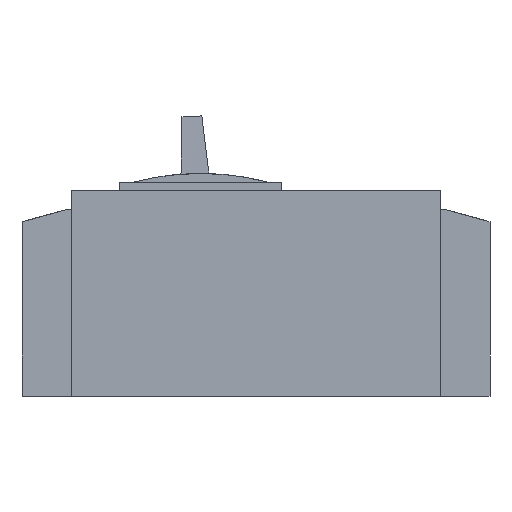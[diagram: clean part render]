
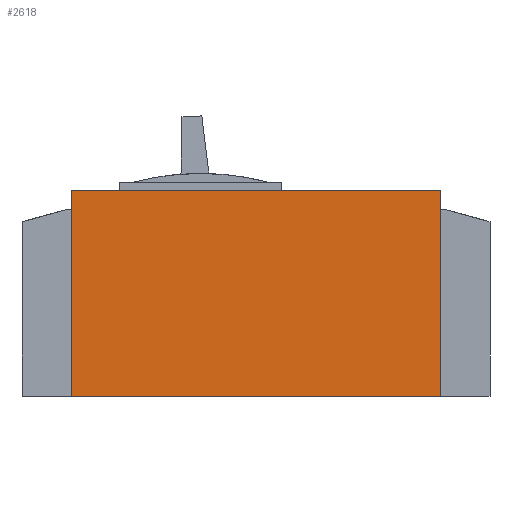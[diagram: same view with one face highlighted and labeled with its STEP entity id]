
A CAD part, left-side view. The second image highlights one B-rep face of the part: STEP entity #2618.
In plain terms, the highlighted planar face has unit normal (-1, 0, 0).
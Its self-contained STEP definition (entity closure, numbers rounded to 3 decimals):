
#243 = DIRECTION ( 'NONE',  ( 0., 0., -1. ) ) ;
#287 = CARTESIAN_POINT ( 'NONE',  ( 0., -108., 120.5 ) ) ;
#589 = CARTESIAN_POINT ( 'NONE',  ( 0., 108., 0. ) ) ;
#593 = DIRECTION ( 'NONE',  ( 0., 0., 1. ) ) ;
#594 = CARTESIAN_POINT ( 'NONE',  ( 0., 108., 0. ) ) ;
#607 = CARTESIAN_POINT ( 'NONE',  ( 0., 108., 120.5 ) ) ;
#672 = DIRECTION ( 'NONE',  ( 0., -1., 0. ) ) ;
#715 = CARTESIAN_POINT ( 'NONE',  ( 0., 108., 120.5 ) ) ;
#758 = LINE ( 'NONE', #589, #759 ) ;
#759 = VECTOR ( 'NONE', #593, 1000. ) ;
#828 = EDGE_LOOP ( 'NONE', ( #3940, #3937, #3939, #3920 ) ) ;
#905 = LINE ( 'NONE', #715, #907 ) ;
#907 = VECTOR ( 'NONE', #672, 1000. ) ;
#1308 = VERTEX_POINT ( 'NONE', #2688 ) ;
#1347 = VERTEX_POINT ( 'NONE', #2742 ) ;
#1424 = VERTEX_POINT ( 'NONE', #607 ) ;
#1426 = VERTEX_POINT ( 'NONE', #594 ) ;
#1694 = EDGE_CURVE ( 'NONE', #1426, #1424, #758, .T. ) ;
#1723 = EDGE_CURVE ( 'NONE', #1347, #1308, #2589, .T. ) ;
#1742 = EDGE_CURVE ( 'NONE', #1424, #1347, #905, .T. ) ;
#1872 = EDGE_CURVE ( 'NONE', #1308, #1426, #4264, .T. ) ;
#2076 = CARTESIAN_POINT ( 'NONE',  ( 0., -108., 0. ) ) ;
#2077 = DIRECTION ( 'NONE',  ( 0., 1., 0. ) ) ;
#2589 = LINE ( 'NONE', #287, #2590 ) ;
#2590 = VECTOR ( 'NONE', #243, 1000. ) ;
#2618 = ADVANCED_FACE ( 'PLANAR_7', ( #2889 ), #3057, .F. ) ;
#2688 = CARTESIAN_POINT ( 'NONE',  ( 0., -108., 0. ) ) ;
#2742 = CARTESIAN_POINT ( 'NONE',  ( 0., -108., 120.5 ) ) ;
#2889 = FACE_OUTER_BOUND ( 'NONE', #828, .T. ) ;
#3057 = PLANE ( 'NONE',  #4156 ) ;
#3060 = CARTESIAN_POINT ( 'NONE',  ( 0., -108., 120.5 ) ) ;
#3066 = DIRECTION ( 'NONE',  ( 1., 0., 0. ) ) ;
#3067 = DIRECTION ( 'NONE',  ( 0., 0., -1. ) ) ;
#3920 = ORIENTED_EDGE ( 'NONE', *, *, #1723, .F. ) ;
#3937 = ORIENTED_EDGE ( 'NONE', *, *, #1694, .F. ) ;
#3939 = ORIENTED_EDGE ( 'NONE', *, *, #1872, .F. ) ;
#3940 = ORIENTED_EDGE ( 'NONE', *, *, #1742, .F. ) ;
#4156 = AXIS2_PLACEMENT_3D ( 'NONE', #3060, #3066, #3067 ) ;
#4262 = VECTOR ( 'NONE', #2077, 1000. ) ;
#4264 = LINE ( 'NONE', #2076, #4262 ) ;
